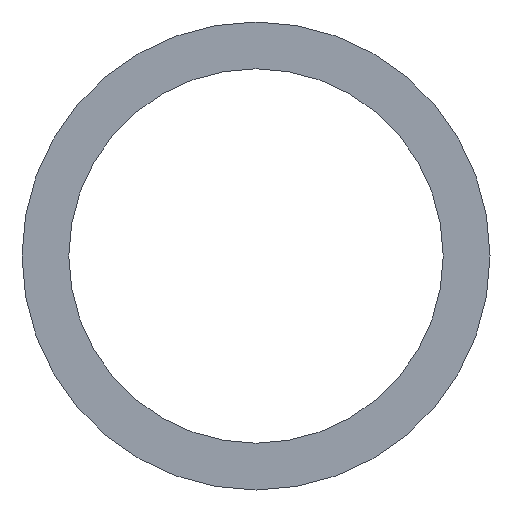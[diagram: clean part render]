
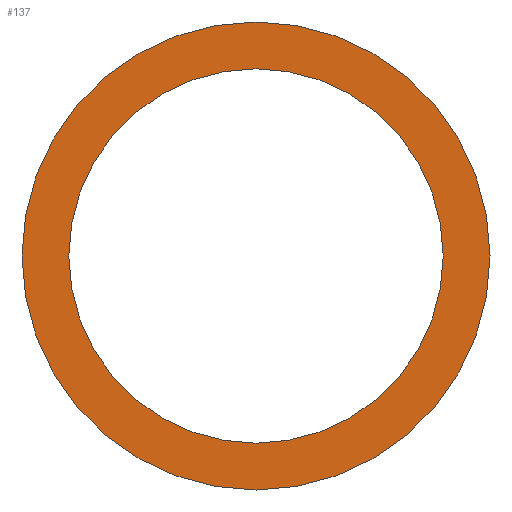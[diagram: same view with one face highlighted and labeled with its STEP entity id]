
A CAD part, front view. The second image highlights one B-rep face of the part: STEP entity #137.
In plain terms, the highlighted planar face has unit normal (0, -1, 0).
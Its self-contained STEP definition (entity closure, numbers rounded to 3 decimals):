
#5 = DIRECTION ( 'NONE',  ( 0., 0., 1. ) ) ;
#11 = DIRECTION ( 'NONE',  ( 0., 1., 0. ) ) ;
#12 = CARTESIAN_POINT ( 'NONE',  ( 0., 0., -4. ) ) ;
#21 = CARTESIAN_POINT ( 'NONE',  ( 0., 0., 0. ) ) ;
#23 = CIRCLE ( 'NONE', #162, 4. ) ;
#24 = EDGE_CURVE ( 'NONE', #165, #114, #115, .T. ) ;
#25 = PLANE ( 'NONE',  #60 ) ;
#47 = DIRECTION ( 'NONE',  ( 0., 1., 0. ) ) ;
#50 = EDGE_CURVE ( 'NONE', #114, #165, #196, .T. ) ;
#57 = CARTESIAN_POINT ( 'NONE',  ( 0., 0., 0. ) ) ;
#60 = AXIS2_PLACEMENT_3D ( 'NONE', #87, #85, #140 ) ;
#68 = CARTESIAN_POINT ( 'NONE',  ( 0., 0., -5. ) ) ;
#69 = DIRECTION ( 'NONE',  ( 0., 1., 0. ) ) ;
#71 = CARTESIAN_POINT ( 'NONE',  ( 0., 0., 4. ) ) ;
#82 = EDGE_LOOP ( 'NONE', ( #148, #151 ) ) ;
#85 = DIRECTION ( 'NONE',  ( 0., 1., 0. ) ) ;
#86 = DIRECTION ( 'NONE',  ( 0., 0., 1. ) ) ;
#87 = CARTESIAN_POINT ( 'NONE',  ( 0., 0., 0. ) ) ;
#90 = ORIENTED_EDGE ( 'NONE', *, *, #110, .T. ) ;
#92 = ORIENTED_EDGE ( 'NONE', *, *, #113, .T. ) ;
#96 = DIRECTION ( 'NONE',  ( 0., 1., 0. ) ) ;
#102 = CIRCLE ( 'NONE', #104, 4. ) ;
#104 = AXIS2_PLACEMENT_3D ( 'NONE', #154, #11, #192 ) ;
#108 = FACE_BOUND ( 'NONE', #143, .T. ) ;
#110 = EDGE_CURVE ( 'NONE', #199, #179, #102, .T. ) ;
#112 = AXIS2_PLACEMENT_3D ( 'NONE', #124, #96, #86 ) ;
#113 = EDGE_CURVE ( 'NONE', #179, #199, #23, .T. ) ;
#114 = VERTEX_POINT ( 'NONE', #155 ) ;
#115 = CIRCLE ( 'NONE', #134, 5. ) ;
#124 = CARTESIAN_POINT ( 'NONE',  ( 0., 0., 0. ) ) ;
#134 = AXIS2_PLACEMENT_3D ( 'NONE', #21, #47, #5 ) ;
#137 = ADVANCED_FACE ( 'NONE', ( #193, #108 ), #25, .F. ) ;
#138 = DIRECTION ( 'NONE',  ( 0., 0., 1. ) ) ;
#140 = DIRECTION ( 'NONE',  ( 0., 0., 1. ) ) ;
#143 = EDGE_LOOP ( 'NONE', ( #90, #92 ) ) ;
#148 = ORIENTED_EDGE ( 'NONE', *, *, #24, .F. ) ;
#151 = ORIENTED_EDGE ( 'NONE', *, *, #50, .F. ) ;
#154 = CARTESIAN_POINT ( 'NONE',  ( 0., 0., 0. ) ) ;
#155 = CARTESIAN_POINT ( 'NONE',  ( 0., 0., 5. ) ) ;
#162 = AXIS2_PLACEMENT_3D ( 'NONE', #57, #69, #138 ) ;
#165 = VERTEX_POINT ( 'NONE', #68 ) ;
#179 = VERTEX_POINT ( 'NONE', #71 ) ;
#192 = DIRECTION ( 'NONE',  ( 0., 0., 1. ) ) ;
#193 = FACE_OUTER_BOUND ( 'NONE', #82, .T. ) ;
#196 = CIRCLE ( 'NONE', #112, 5. ) ;
#199 = VERTEX_POINT ( 'NONE', #12 ) ;
